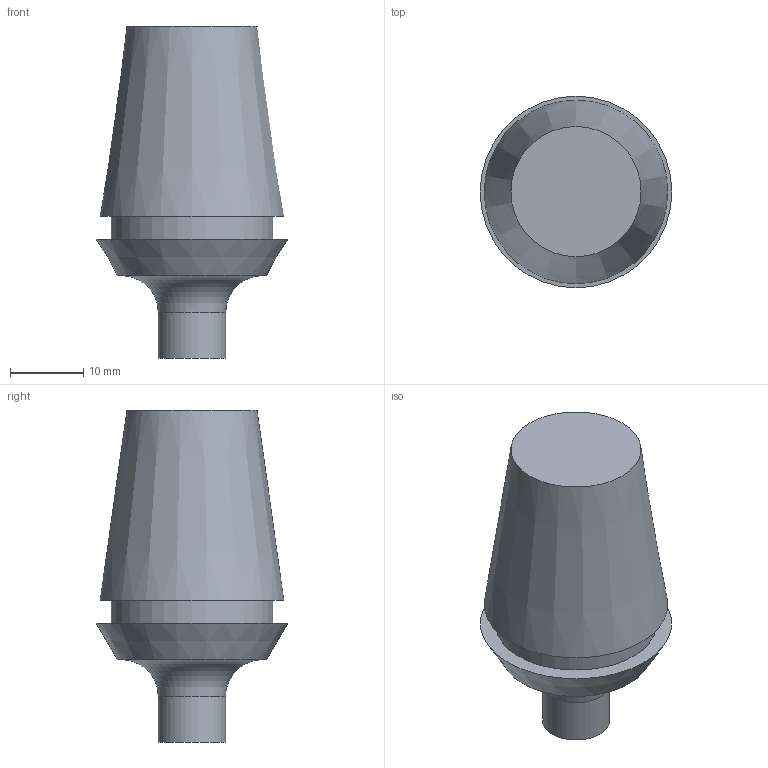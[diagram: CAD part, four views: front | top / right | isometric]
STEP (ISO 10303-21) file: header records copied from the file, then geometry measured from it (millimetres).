
FILE_DESCRIPTION(/* description */ (''),/* implementation_level */ '2;1');
FILE_NAME(/* name */ '1493896716260.stp',/* time_stamp */ '2017-05-04T13:18:40+02:00',/* author */ (''),/* organization */ ('SMS'),/* preprocessor_version */ 'ST-DEVELOPER v15',/* originating_system */ 'SIEMENS PLM Software NX 8.5',/* authorisation */ '');
FILE_SCHEMA (('AUTOMOTIVE_DESIGN { 1 0 10303 214 3 1 1 1 }'));
Length unit declared in the file: millimetre
Products named in the file (1): 200842728MOD000_02
Bounding box: 26.1 x 26.1 x 45.2 mm (x, y, z)
Volume: 13604.5 mm3; surface area: 3498.5 mm2
Topology: 1 solids, 1 shells, 10 faces, 18 edges, 13 vertices
Faces by surface type: plane 5, cone 2, cylinder 2, torus 1
Full cylindrical faces by diameter (mm): 9.15 x1, 22 x1
Entity records: 245 total; most frequent: DIRECTION 46, CARTESIAN_POINT 32, AXIS2_PLACEMENT_3D 23, EDGE_LOOP 18, ORIENTED_EDGE 18, FACE_BOUND 16, ADVANCED_FACE 10, VERTEX_POINT 9
